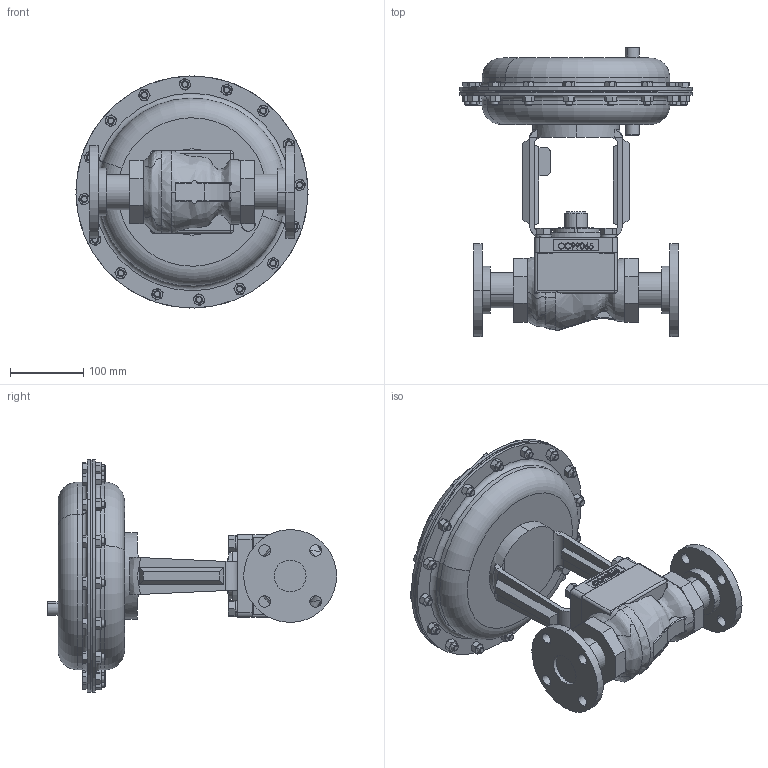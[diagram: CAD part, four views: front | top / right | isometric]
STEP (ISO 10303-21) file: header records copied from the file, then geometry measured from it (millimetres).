
FILE_DESCRIPTION (( 'STEP AP203' ), '1' );
FILE_NAME ('78-150-BR+CS+S6-F5-55M.step', '2017-09-25T13:13:07', ( '' ), ( '' ), 'SwSTEP 2.0', 'SolidWorks 2014', '' );
FILE_SCHEMA (( 'CONFIG_CONTROL_DESIGN' ));
Length unit declared in the file: inch
Products named in the file (1): 78-150-BR+CS+S6-F5-55M
Bounding box: 317.42 x 395.46 x 317.42 mm (x, y, z)
Volume: 7080772.9 mm3; surface area: 912614.1 mm2
Topology: 53 solids, 53 shells, 1208 faces, 2703 edges, 1662 vertices
Faces by surface type: plane 539, cone 380, cylinder 155, bspline 104, torus 30
Entity records: 46052 total; most frequent: CARTESIAN_POINT 20804, ORIENTED_EDGE 5406, DIRECTION 4729, EDGE_CURVE 2703, AXIS2_PLACEMENT_3D 1841, VERTEX_POINT 1662, EDGE_LOOP 1291, ADVANCED_FACE 1208
